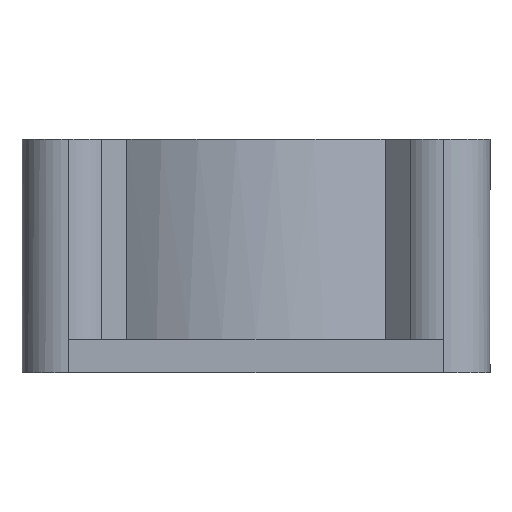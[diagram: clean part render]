
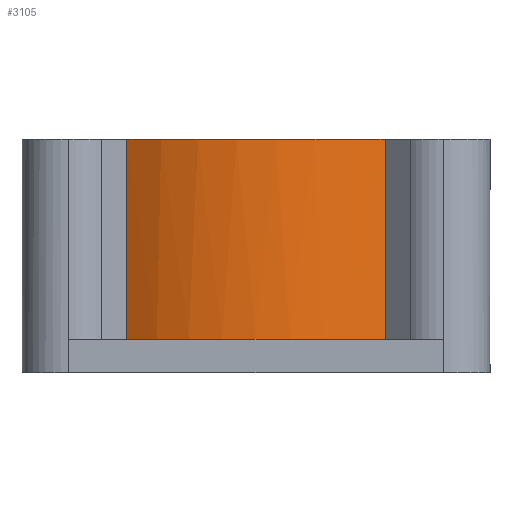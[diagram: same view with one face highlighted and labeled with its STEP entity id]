
A CAD part, left-side view. The second image highlights one B-rep face of the part: STEP entity #3105.
In plain terms, the highlighted cylindrical face has radius 20 mm (diameter 40 mm), a partial arc.
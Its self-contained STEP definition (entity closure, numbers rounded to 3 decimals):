
#18 = FACE_OUTER_BOUND ( 'NONE', #437, .T. ) ;
#22 = CYLINDRICAL_SURFACE ( 'NONE', #2997, 20. ) ;
#437 = EDGE_LOOP ( 'NONE', ( #583, #584, #585, #586, #587 ) ) ;
#583 = ORIENTED_EDGE ( 'NONE', *, *, #2755, .F. ) ;
#584 = ORIENTED_EDGE ( 'NONE', *, *, #2659, .T. ) ;
#585 = ORIENTED_EDGE ( 'NONE', *, *, #2748, .T. ) ;
#586 = ORIENTED_EDGE ( 'NONE', *, *, #2693, .T. ) ;
#587 = ORIENTED_EDGE ( 'NONE', *, *, #2732, .F. ) ;
#622 = LINE ( 'NONE', #1319, #627 ) ;
#627 = VECTOR ( 'NONE', #1320, 1000. ) ;
#693 = CIRCLE ( 'NONE', #2888, 20. ) ;
#743 = LINE ( 'NONE', #1500, #744 ) ;
#744 = VECTOR ( 'NONE', #1501, 1000. ) ;
#771 = CIRCLE ( 'NONE', #2918, 20. ) ;
#783 = CIRCLE ( 'NONE', #2923, 20. ) ;
#999 = VERTEX_POINT ( 'NONE', #1145 ) ;
#1007 = VERTEX_POINT ( 'NONE', #1151 ) ;
#1060 = VERTEX_POINT ( 'NONE', #1204 ) ;
#1065 = VERTEX_POINT ( 'NONE', #1209 ) ;
#1080 = VERTEX_POINT ( 'NONE', #1224 ) ;
#1145 = CARTESIAN_POINT ( 'NONE',  ( -16.685, -11.028, 2.9 ) ) ;
#1151 = CARTESIAN_POINT ( 'NONE',  ( -16.685, 11.028, 2.9 ) ) ;
#1204 = CARTESIAN_POINT ( 'NONE',  ( -16.685, -11.028, 20. ) ) ;
#1209 = CARTESIAN_POINT ( 'NONE',  ( -16.685, 11.028, 20. ) ) ;
#1224 = CARTESIAN_POINT ( 'NONE',  ( -20., 0., 2.9 ) ) ;
#1319 = CARTESIAN_POINT ( 'NONE',  ( -16.685, 11.028, 32.688 ) ) ;
#1320 = DIRECTION ( 'NONE',  ( 0., 0., -1. ) ) ;
#1395 = CARTESIAN_POINT ( 'NONE',  ( 0., 0., 2.9 ) ) ;
#1401 = DIRECTION ( 'NONE',  ( 0., 0., 1. ) ) ;
#1402 = DIRECTION ( 'NONE',  ( 0., -1., 0. ) ) ;
#1500 = CARTESIAN_POINT ( 'NONE',  ( -16.685, -11.028, 32.688 ) ) ;
#1501 = DIRECTION ( 'NONE',  ( 0., 0., -1. ) ) ;
#1540 = CARTESIAN_POINT ( 'NONE',  ( 0., 0., 2.9 ) ) ;
#1542 = DIRECTION ( 'NONE',  ( 0., 0., 1. ) ) ;
#1543 = DIRECTION ( 'NONE',  ( 0., -1., 0. ) ) ;
#1552 = CARTESIAN_POINT ( 'NONE',  ( 0., 0., 20. ) ) ;
#1558 = DIRECTION ( 'NONE',  ( 0., 0., 1. ) ) ;
#1559 = DIRECTION ( 'NONE',  ( 1., 0., 0. ) ) ;
#2508 = DIRECTION ( 'NONE',  ( 0., -1., 0. ) ) ;
#2509 = DIRECTION ( 'NONE',  ( 0., 0., 1. ) ) ;
#2514 = CARTESIAN_POINT ( 'NONE',  ( 0., 0., 20. ) ) ;
#2659 = EDGE_CURVE ( 'NONE', #1065, #1007, #622, .T. ) ;
#2693 = EDGE_CURVE ( 'NONE', #1080, #999, #693, .T. ) ;
#2732 = EDGE_CURVE ( 'NONE', #1060, #999, #743, .T. ) ;
#2748 = EDGE_CURVE ( 'NONE', #1007, #1080, #771, .T. ) ;
#2755 = EDGE_CURVE ( 'NONE', #1065, #1060, #783, .T. ) ;
#2888 = AXIS2_PLACEMENT_3D ( 'NONE', #1395, #1401, #1402 ) ;
#2918 = AXIS2_PLACEMENT_3D ( 'NONE', #1540, #1542, #1543 ) ;
#2923 = AXIS2_PLACEMENT_3D ( 'NONE', #1552, #1558, #1559 ) ;
#2997 = AXIS2_PLACEMENT_3D ( 'NONE', #2514, #2509, #2508 ) ;
#3105 = ADVANCED_FACE ( 'NONE', ( #18 ), #22, .T. ) ;
